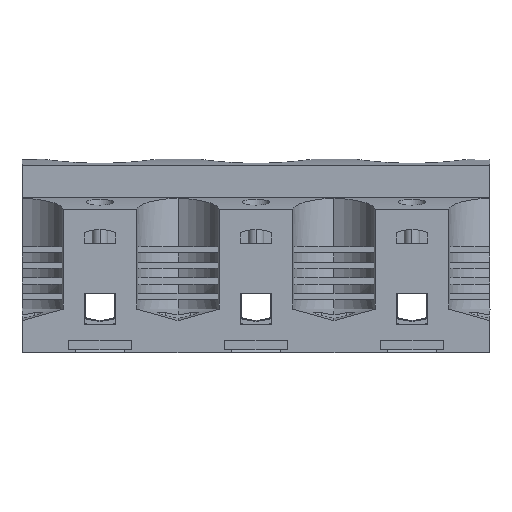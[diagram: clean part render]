
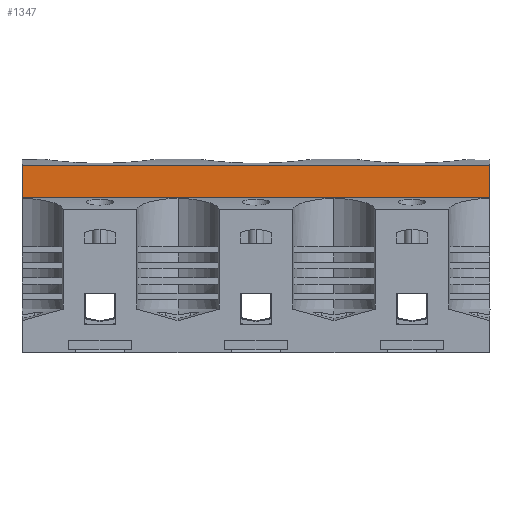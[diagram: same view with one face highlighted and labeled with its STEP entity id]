
A CAD part, front view. The second image highlights one B-rep face of the part: STEP entity #1347.
In plain terms, the highlighted planar face has unit normal (0, -1, 0).
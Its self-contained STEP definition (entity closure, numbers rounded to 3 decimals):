
#1347=ADVANCED_FACE('VOLUMENK\X\D6RPER1',(#3672),#3673,.T.);
#3672=FACE_OUTER_BOUND('',#6961,.T.);
#3673=PLANE('',#6962);
#6961=EDGE_LOOP('',(#11869,#11870,#11871,#11872));
#6962=AXIS2_PLACEMENT_3D('',#11873,#11874,#11875);
#11869=ORIENTED_EDGE('',*,*,#21632,.F.);
#11870=ORIENTED_EDGE('',*,*,#20952,.T.);
#11871=ORIENTED_EDGE('',*,*,#21845,.T.);
#11872=ORIENTED_EDGE('',*,*,#21846,.T.);
#11873=CARTESIAN_POINT('',(25.,21.5,60.0));
#11874=DIRECTION('',(0.0,-1.0,0.0));
#11875=DIRECTION('',(0.0,0.0,1.0));
#20952=EDGE_CURVE('',#25616,#25614,#25617,.T.);
#21632=EDGE_CURVE('LINE',#25616,#26843,#26844,.T.);
#21845=EDGE_CURVE('LINE',#25614,#27203,#27204,.T.);
#21846=EDGE_CURVE('LINE',#27203,#26843,#27205,.T.);
#25614=VERTEX_POINT('',#32578);
#25616=VERTEX_POINT('',#32580);
#25617=LINE('',#32581,#32582);
#26843=VERTEX_POINT('',#34661);
#26844=LINE('',#34662,#34663);
#27203=VERTEX_POINT('',#35315);
#27204=LINE('',#35316,#35317);
#27205=LINE('',#35318,#35319);
#32578=CARTESIAN_POINT('',(150.,21.5,60.0));
#32580=CARTESIAN_POINT('',(150.,21.5,49.65));
#32581=CARTESIAN_POINT('',(150.,21.5,54.825));
#32582=VECTOR('',#42356,1.0);
#34661=CARTESIAN_POINT('',(0.,21.5,49.65));
#34662=CARTESIAN_POINT('',(25.,21.5,49.65));
#34663=VECTOR('',#43124,1.0);
#35315=CARTESIAN_POINT('',(0.,21.5,60.0));
#35316=CARTESIAN_POINT('',(25.,21.5,60.0));
#35317=VECTOR('',#43369,1.0);
#35318=CARTESIAN_POINT('',(0.,21.5,54.825));
#35319=VECTOR('',#43370,1.0);
#42356=DIRECTION('',(0.0,0.0,1.0));
#43124=DIRECTION('',(-1.0,0.0,0.0));
#43369=DIRECTION('',(-1.0,0.0,0.0));
#43370=DIRECTION('',(0.0,0.0,-1.0));
